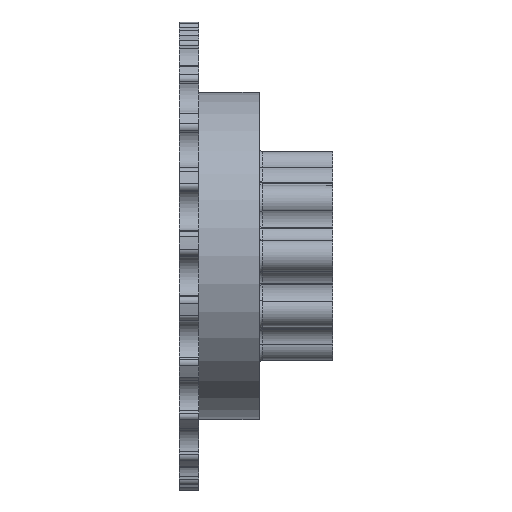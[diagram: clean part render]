
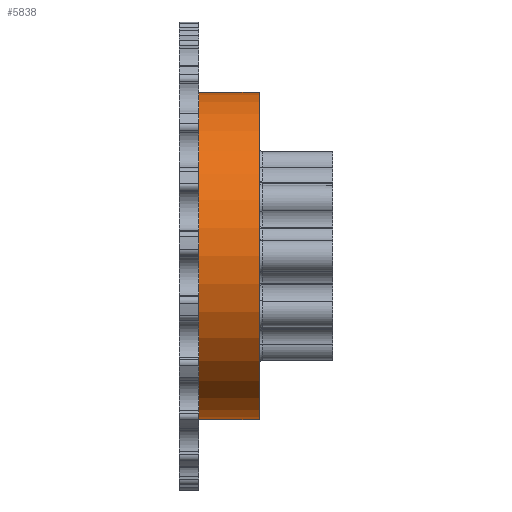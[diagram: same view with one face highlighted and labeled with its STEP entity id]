
A CAD part, front view. The second image highlights one B-rep face of the part: STEP entity #5838.
In plain terms, the highlighted cylindrical face has radius 22.5 mm (diameter 45 mm), a partial arc.
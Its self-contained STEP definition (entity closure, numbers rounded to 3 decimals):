
#179 = DIRECTION ( 'NONE',  ( 0., 0., 1. ) ) ;
#294 = CARTESIAN_POINT ( 'NONE',  ( 28.598, 0., 0. ) ) ;
#339 = EDGE_CURVE ( 'NONE', #8661, #2392, #6349, .T. ) ;
#534 = VERTEX_POINT ( 'NONE', #3104 ) ;
#621 = DIRECTION ( 'NONE',  ( 0., 0., 1. ) ) ;
#834 = CARTESIAN_POINT ( 'NONE',  ( 20.298, 0., 0. ) ) ;
#1215 = CIRCLE ( 'NONE', #5133, 22.5 ) ;
#1675 = EDGE_CURVE ( 'NONE', #534, #7883, #1215, .T. ) ;
#1788 = CARTESIAN_POINT ( 'NONE',  ( 20.298, 0., 22.5 ) ) ;
#1843 = VECTOR ( 'NONE', #3536, 1000. ) ;
#2187 = ORIENTED_EDGE ( 'NONE', *, *, #339, .T. ) ;
#2254 = LINE ( 'NONE', #8149, #1843 ) ;
#2392 = VERTEX_POINT ( 'NONE', #8317 ) ;
#2503 = CARTESIAN_POINT ( 'NONE',  ( 90.588, 0., -22.5 ) ) ;
#2665 = DIRECTION ( 'NONE',  ( -1., 0., 0. ) ) ;
#2682 = AXIS2_PLACEMENT_3D ( 'NONE', #3246, #2665, #621 ) ;
#2957 = EDGE_CURVE ( 'NONE', #8661, #534, #3838, .T. ) ;
#3104 = CARTESIAN_POINT ( 'NONE',  ( 20.298, 0., -22.5 ) ) ;
#3246 = CARTESIAN_POINT ( 'NONE',  ( 90.588, 0., 0. ) ) ;
#3338 = DIRECTION ( 'NONE',  ( -1., 0., 0. ) ) ;
#3536 = DIRECTION ( 'NONE',  ( -1., 0., 0. ) ) ;
#3838 = LINE ( 'NONE', #2503, #7614 ) ;
#4027 = ORIENTED_EDGE ( 'NONE', *, *, #2957, .F. ) ;
#4530 = FACE_OUTER_BOUND ( 'NONE', #7686, .T. ) ;
#4550 = AXIS2_PLACEMENT_3D ( 'NONE', #294, #8329, #4947 ) ;
#4736 = ORIENTED_EDGE ( 'NONE', *, *, #1675, .F. ) ;
#4947 = DIRECTION ( 'NONE',  ( 0., 0., 1. ) ) ;
#5133 = AXIS2_PLACEMENT_3D ( 'NONE', #834, #6181, #179 ) ;
#5838 = ADVANCED_FACE ( 'NONE', ( #4530 ), #7214, .T. ) ;
#6181 = DIRECTION ( 'NONE',  ( -1., 0., 0. ) ) ;
#6349 = CIRCLE ( 'NONE', #4550, 22.5 ) ;
#6369 = CARTESIAN_POINT ( 'NONE',  ( 28.598, 0., -22.5 ) ) ;
#7214 = CYLINDRICAL_SURFACE ( 'NONE', #2682, 22.5 ) ;
#7614 = VECTOR ( 'NONE', #3338, 1000. ) ;
#7686 = EDGE_LOOP ( 'NONE', ( #4027, #2187, #8584, #4736 ) ) ;
#7823 = EDGE_CURVE ( 'NONE', #2392, #7883, #2254, .T. ) ;
#7883 = VERTEX_POINT ( 'NONE', #1788 ) ;
#8149 = CARTESIAN_POINT ( 'NONE',  ( 90.588, 0., 22.5 ) ) ;
#8317 = CARTESIAN_POINT ( 'NONE',  ( 28.598, 0., 22.5 ) ) ;
#8329 = DIRECTION ( 'NONE',  ( -1., 0., 0. ) ) ;
#8584 = ORIENTED_EDGE ( 'NONE', *, *, #7823, .T. ) ;
#8661 = VERTEX_POINT ( 'NONE', #6369 ) ;
